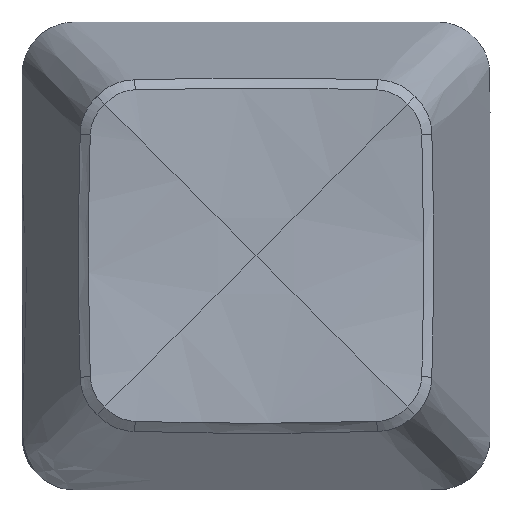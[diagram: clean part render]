
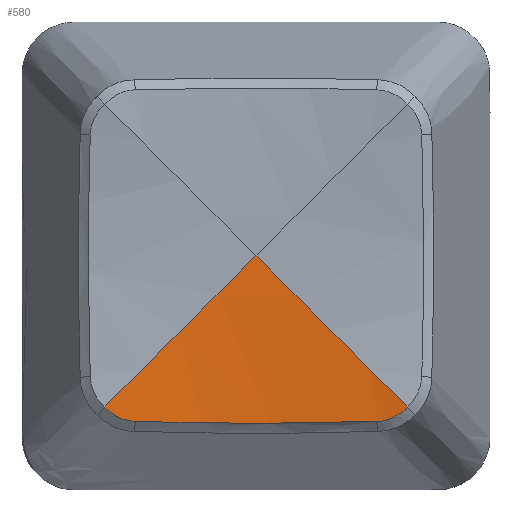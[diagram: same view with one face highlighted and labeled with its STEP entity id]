
A CAD part, top view. The second image highlights one B-rep face of the part: STEP entity #580.
In plain terms, the highlighted cylindrical face has radius 42.5 mm (diameter 85 mm), a partial arc.
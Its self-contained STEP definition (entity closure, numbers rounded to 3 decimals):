
#36=ELLIPSE('',#618,60.104,42.5);
#37=ELLIPSE('',#619,60.104,42.5);
#40=CYLINDRICAL_SURFACE('',#617,42.5);
#57=FACE_OUTER_BOUND('',#92,.T.);
#92=EDGE_LOOP('',(#433,#434,#435,#436,#437));
#120=B_SPLINE_CURVE_WITH_KNOTS('',3,(#855,#856,#857,#858,#859,#860,#861,
#862,#863,#864,#865,#866,#867,#868,#869,#870,#871,#872,#873,#874,#875,#876,
#877,#878,#879,#880,#881,#882,#883,#884,#885,#886,#887,#888),
 .UNSPECIFIED.,.F.,.F.,(4,3,3,3,3,3,3,3,3,3,3,4),(-0.001,
0.045,0.049,0.094,0.094,
0.104,0.115,0.126,0.138,
0.149,0.158,0.163),.UNSPECIFIED.);
#121=B_SPLINE_CURVE_WITH_KNOTS('',3,(#922,#923,#924,#925,#926,#927,#928,
#929,#930,#931,#932,#933,#934,#935,#936,#937),.UNSPECIFIED.,.F.,.F.,(4,
2,2,2,2,2,2,4),(-0.914,-0.872,-0.829,
-0.744,-0.572,-0.458,-0.229,
0.),.UNSPECIFIED.);
#145=B_SPLINE_CURVE_WITH_KNOTS('',3,(#2347,#2348,#2349,#2350,#2351,#2352,
#2353,#2354),.UNSPECIFIED.,.F.,.F.,(4,2,2,4),(-0.123,-0.088,
-0.061,0.),.UNSPECIFIED.);
#245=VERTEX_POINT('',#789);
#247=VERTEX_POINT('',#841);
#248=VERTEX_POINT('',#921);
#268=VERTEX_POINT('',#2282);
#269=VERTEX_POINT('',#2408);
#302=EDGE_CURVE('',#247,#245,#120,.T.);
#303=EDGE_CURVE('',#245,#248,#121,.T.);
#334=EDGE_CURVE('',#248,#268,#145,.T.);
#336=EDGE_CURVE('',#247,#269,#36,.T.);
#337=EDGE_CURVE('',#269,#268,#37,.T.);
#433=ORIENTED_EDGE('',*,*,#302,.F.);
#434=ORIENTED_EDGE('',*,*,#336,.T.);
#435=ORIENTED_EDGE('',*,*,#337,.T.);
#436=ORIENTED_EDGE('',*,*,#334,.F.);
#437=ORIENTED_EDGE('',*,*,#303,.F.);
#580=ADVANCED_FACE('',(#57),#40,.F.);
#617=AXIS2_PLACEMENT_3D('',#2407,#654,#655);
#618=AXIS2_PLACEMENT_3D('',#2409,#656,#657);
#619=AXIS2_PLACEMENT_3D('',#2410,#658,#659);
#654=DIRECTION('center_axis',(0.,1.,0.));
#655=DIRECTION('ref_axis',(0.153,0.,-0.988));
#656=DIRECTION('center_axis',(0.707,0.707,0.));
#657=DIRECTION('ref_axis',(0.707,-0.707,0.));
#658=DIRECTION('center_axis',(-0.707,0.707,0.));
#659=DIRECTION('ref_axis',(-0.707,-0.707,0.));
#789=CARTESIAN_POINT('',(4.56,-6.371,19.845));
#841=CARTESIAN_POINT('',(5.725,-5.827,19.987));
#855=CARTESIAN_POINT('Ctrl Pts',(5.725,-5.827,19.987));
#856=CARTESIAN_POINT('Ctrl Pts',(5.637,-5.923,19.975));
#857=CARTESIAN_POINT('Ctrl Pts',(5.538,-6.009,19.962));
#858=CARTESIAN_POINT('Ctrl Pts',(5.431,-6.083,19.948));
#859=CARTESIAN_POINT('Ctrl Pts',(5.422,-6.089,19.947));
#860=CARTESIAN_POINT('Ctrl Pts',(5.414,-6.094,19.946));
#861=CARTESIAN_POINT('Ctrl Pts',(5.405,-6.1,19.945));
#862=CARTESIAN_POINT('Ctrl Pts',(5.298,-6.171,19.931));
#863=CARTESIAN_POINT('Ctrl Pts',(5.183,-6.23,19.917));
#864=CARTESIAN_POINT('Ctrl Pts',(5.063,-6.274,19.902));
#865=CARTESIAN_POINT('Ctrl Pts',(5.063,-6.274,19.902));
#866=CARTESIAN_POINT('Ctrl Pts',(5.063,-6.274,19.902));
#867=CARTESIAN_POINT('Ctrl Pts',(5.063,-6.274,19.902));
#868=CARTESIAN_POINT('Ctrl Pts',(5.037,-6.283,19.899));
#869=CARTESIAN_POINT('Ctrl Pts',(5.012,-6.292,19.896));
#870=CARTESIAN_POINT('Ctrl Pts',(4.988,-6.299,19.893));
#871=CARTESIAN_POINT('Ctrl Pts',(4.962,-6.308,19.89));
#872=CARTESIAN_POINT('Ctrl Pts',(4.937,-6.315,19.887));
#873=CARTESIAN_POINT('Ctrl Pts',(4.912,-6.322,19.884));
#874=CARTESIAN_POINT('Ctrl Pts',(4.884,-6.329,19.881));
#875=CARTESIAN_POINT('Ctrl Pts',(4.856,-6.335,19.878));
#876=CARTESIAN_POINT('Ctrl Pts',(4.829,-6.341,19.875));
#877=CARTESIAN_POINT('Ctrl Pts',(4.801,-6.347,19.872));
#878=CARTESIAN_POINT('Ctrl Pts',(4.773,-6.351,19.868));
#879=CARTESIAN_POINT('Ctrl Pts',(4.744,-6.356,19.865));
#880=CARTESIAN_POINT('Ctrl Pts',(4.719,-6.359,19.862));
#881=CARTESIAN_POINT('Ctrl Pts',(4.694,-6.362,19.86));
#882=CARTESIAN_POINT('Ctrl Pts',(4.667,-6.365,19.857));
#883=CARTESIAN_POINT('Ctrl Pts',(4.644,-6.367,19.854));
#884=CARTESIAN_POINT('Ctrl Pts',(4.62,-6.369,19.852));
#885=CARTESIAN_POINT('Ctrl Pts',(4.596,-6.37,19.849));
#886=CARTESIAN_POINT('Ctrl Pts',(4.584,-6.371,19.848));
#887=CARTESIAN_POINT('Ctrl Pts',(4.572,-6.371,19.846));
#888=CARTESIAN_POINT('Ctrl Pts',(4.56,-6.371,19.845));
#921=CARTESIAN_POINT('',(-4.562,-6.371,19.845));
#922=CARTESIAN_POINT('Ctrl Pts',(4.56,-6.371,19.845));
#923=CARTESIAN_POINT('Ctrl Pts',(4.422,-6.376,19.83));
#924=CARTESIAN_POINT('Ctrl Pts',(4.284,-6.38,19.816));
#925=CARTESIAN_POINT('Ctrl Pts',(4.002,-6.387,19.788));
#926=CARTESIAN_POINT('Ctrl Pts',(3.859,-6.391,19.775));
#927=CARTESIAN_POINT('Ctrl Pts',(3.432,-6.401,19.737));
#928=CARTESIAN_POINT('Ctrl Pts',(3.147,-6.407,19.715));
#929=CARTESIAN_POINT('Ctrl Pts',(2.291,-6.424,19.658));
#930=CARTESIAN_POINT('Ctrl Pts',(1.719,-6.431,19.631));
#931=CARTESIAN_POINT('Ctrl Pts',(0.766,-6.438,19.605));
#932=CARTESIAN_POINT('Ctrl Pts',(0.385,-6.439,19.6));
#933=CARTESIAN_POINT('Ctrl Pts',(-0.759,-6.44,19.599));
#934=CARTESIAN_POINT('Ctrl Pts',(-1.521,-6.434,19.62));
#935=CARTESIAN_POINT('Ctrl Pts',(-3.044,-6.411,19.702));
#936=CARTESIAN_POINT('Ctrl Pts',(-3.804,-6.394,19.763));
#937=CARTESIAN_POINT('Ctrl Pts',(-4.562,-6.371,19.845));
#2282=CARTESIAN_POINT('',(-5.727,-5.827,19.987));
#2347=CARTESIAN_POINT('Ctrl Pts',(-4.562,-6.371,19.845));
#2348=CARTESIAN_POINT('Ctrl Pts',(-4.637,-6.369,19.853));
#2349=CARTESIAN_POINT('Ctrl Pts',(-4.749,-6.361,19.865));
#2350=CARTESIAN_POINT('Ctrl Pts',(-4.992,-6.302,19.894));
#2351=CARTESIAN_POINT('Ctrl Pts',(-5.096,-6.265,19.906));
#2352=CARTESIAN_POINT('Ctrl Pts',(-5.415,-6.116,19.945));
#2353=CARTESIAN_POINT('Ctrl Pts',(-5.591,-5.975,19.969));
#2354=CARTESIAN_POINT('Ctrl Pts',(-5.727,-5.827,19.987));
#2407=CARTESIAN_POINT('Origin',(-0.001,-0.101,
62.1));
#2408=CARTESIAN_POINT('',(-0.001,-0.101,19.6));
#2409=CARTESIAN_POINT('Origin',(-0.001,-0.101,
62.1));
#2410=CARTESIAN_POINT('Origin',(-0.001,-0.101,
62.1));
